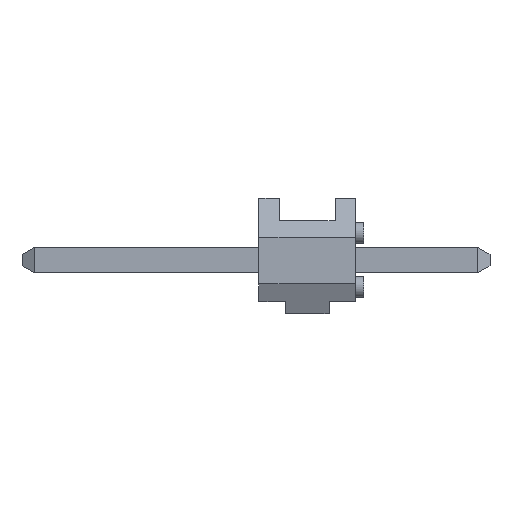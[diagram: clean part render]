
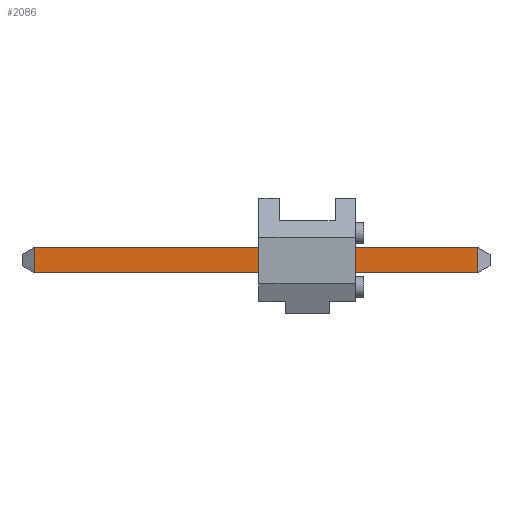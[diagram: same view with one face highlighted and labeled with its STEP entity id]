
A CAD part, left-side view. The second image highlights one B-rep face of the part: STEP entity #2086.
In plain terms, the highlighted planar face has unit normal (-1, 0, 0).
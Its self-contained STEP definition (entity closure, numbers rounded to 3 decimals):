
#65 = CARTESIAN_POINT ( 'NONE',  ( -5.39, 7.95, -0.41 ) ) ;
#75 = EDGE_CURVE ( 'NONE', #4750, #3089, #4514, .T. ) ;
#261 = CARTESIAN_POINT ( 'NONE',  ( -5.39, 8.25, 0.21 ) ) ;
#357 = CARTESIAN_POINT ( 'NONE',  ( -5.39, 8.25, -0.41 ) ) ;
#481 = CARTESIAN_POINT ( 'NONE',  ( -5.39, -2.75, 0.21 ) ) ;
#555 = CARTESIAN_POINT ( 'NONE',  ( -5.39, -2.75, 0.21 ) ) ;
#1202 = ORIENTED_EDGE ( 'NONE', *, *, #4736, .T. ) ;
#1560 = LINE ( 'NONE', #5063, #3452 ) ;
#1590 = ORIENTED_EDGE ( 'NONE', *, *, #1763, .F. ) ;
#1763 = EDGE_CURVE ( 'NONE', #5484, #3089, #1560, .T. ) ;
#1906 = DIRECTION ( 'NONE',  ( 0., 0., -1. ) ) ;
#1976 = AXIS2_PLACEMENT_3D ( 'NONE', #261, #6453, #1906 ) ;
#2042 = DIRECTION ( 'NONE',  ( 0., 0., -1. ) ) ;
#2086 = ADVANCED_FACE ( 'NONE', ( #2406 ), #4426, .F. ) ;
#2368 = DIRECTION ( 'NONE',  ( 0., -1., 0. ) ) ;
#2406 = FACE_OUTER_BOUND ( 'NONE', #2639, .T. ) ;
#2579 = DIRECTION ( 'NONE',  ( 0., -1., 0. ) ) ;
#2595 = VECTOR ( 'NONE', #3951, 1000. ) ;
#2639 = EDGE_LOOP ( 'NONE', ( #1202, #5485, #1590, #5498 ) ) ;
#3062 = LINE ( 'NONE', #65, #3635 ) ;
#3089 = VERTEX_POINT ( 'NONE', #555 ) ;
#3452 = VECTOR ( 'NONE', #2579, 1000. ) ;
#3481 = CARTESIAN_POINT ( 'NONE',  ( -5.39, 7.95, 0.21 ) ) ;
#3635 = VECTOR ( 'NONE', #2042, 1000. ) ;
#3951 = DIRECTION ( 'NONE',  ( 0., 0., 1. ) ) ;
#4210 = VERTEX_POINT ( 'NONE', #6206 ) ;
#4426 = PLANE ( 'NONE',  #1976 ) ;
#4514 = LINE ( 'NONE', #481, #2595 ) ;
#4736 = EDGE_CURVE ( 'NONE', #4210, #4750, #4880, .T. ) ;
#4750 = VERTEX_POINT ( 'NONE', #6448 ) ;
#4880 = LINE ( 'NONE', #357, #6266 ) ;
#5063 = CARTESIAN_POINT ( 'NONE',  ( -5.39, 8.25, 0.21 ) ) ;
#5484 = VERTEX_POINT ( 'NONE', #3481 ) ;
#5485 = ORIENTED_EDGE ( 'NONE', *, *, #75, .T. ) ;
#5498 = ORIENTED_EDGE ( 'NONE', *, *, #5728, .T. ) ;
#5728 = EDGE_CURVE ( 'NONE', #5484, #4210, #3062, .T. ) ;
#6206 = CARTESIAN_POINT ( 'NONE',  ( -5.39, 7.95, -0.41 ) ) ;
#6266 = VECTOR ( 'NONE', #2368, 1000. ) ;
#6448 = CARTESIAN_POINT ( 'NONE',  ( -5.39, -2.75, -0.41 ) ) ;
#6453 = DIRECTION ( 'NONE',  ( 1., 0., 0. ) ) ;
